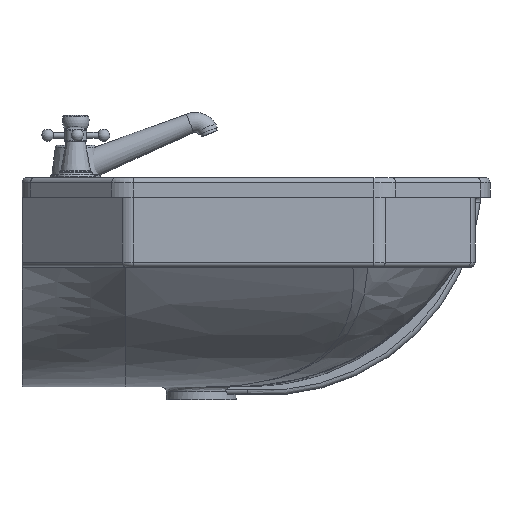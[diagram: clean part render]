
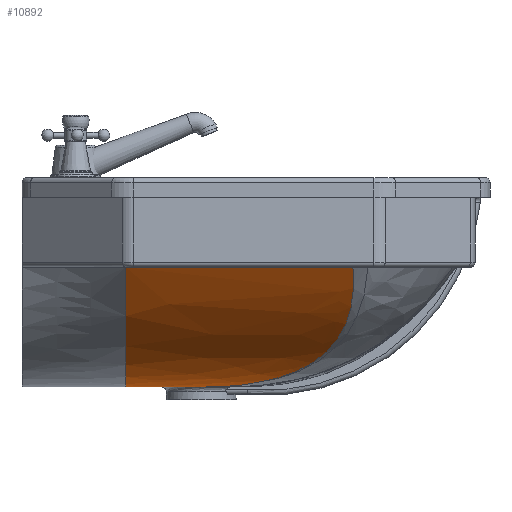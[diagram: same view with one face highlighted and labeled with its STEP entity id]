
A CAD part, left-side view. The second image highlights one B-rep face of the part: STEP entity #10892.
In plain terms, the highlighted free-form (B-spline) face has degree [3, 3] with [4, 4] control points.
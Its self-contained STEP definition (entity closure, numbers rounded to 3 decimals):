
#323=CARTESIAN_POINT('',(-45.,-177.194,-190.0));
#324=VERTEX_POINT('',#323);
#331=CARTESIAN_POINT('',(-45.,-104.272,-190.0));
#332=VERTEX_POINT('',#331);
#333=CARTESIAN_POINT('',(-45.,-104.272,-190.0));
#334=DIRECTION('',(0.0,-1.0,0.0));
#335=VECTOR('',#334,72.922);
#336=LINE('',#333,#335);
#337=EDGE_CURVE('',#332,#324,#336,.T.);
#10833=CARTESIAN_POINT('',(-255.728,-332.384,-70.0));
#10834=VERTEX_POINT('',#10833);
#10843=CARTESIAN_POINT('',(-255.728,-332.384,-70.0));
#10844=CARTESIAN_POINT('',(-197.848,-339.415,-151.42));
#10845=CARTESIAN_POINT('',(-127.605,-287.685,-191.42));
#10846=CARTESIAN_POINT('',(-45.,-177.194,-190.0));
#10847=QUASI_UNIFORM_CURVE('',3,(#10843,#10844,#10845,#10846),.UNSPECIFIED.,.F.,.U.);
#10848=EDGE_CURVE('',#10834,#324,#10847,.T.);
#10855=CARTESIAN_POINT('',(-255.728,-104.272,-70.0));
#10856=CARTESIAN_POINT('',(-255.728,-180.309,-70.0));
#10857=CARTESIAN_POINT('',(-255.728,-327.236,-70.0));
#10858=CARTESIAN_POINT('',(-255.728,-332.384,-70.0));
#10859=CARTESIAN_POINT('',(-197.848,-104.272,-151.42));
#10860=CARTESIAN_POINT('',(-197.848,-182.653,-151.42));
#10861=CARTESIAN_POINT('',(-197.848,-338.109,-151.42));
#10862=CARTESIAN_POINT('',(-197.848,-339.415,-151.42));
#10863=CARTESIAN_POINT('',(-127.605,-104.272,-191.42));
#10864=CARTESIAN_POINT('',(-127.605,-165.41,-191.42));
#10865=CARTESIAN_POINT('',(-127.605,-287.784,-191.42));
#10866=CARTESIAN_POINT('',(-127.605,-287.685,-191.42));
#10867=CARTESIAN_POINT('',(-45.,-104.272,-190.0));
#10868=CARTESIAN_POINT('',(-45.,-128.579,-190.0));
#10869=CARTESIAN_POINT('',(-45.,-176.259,-190.0));
#10870=CARTESIAN_POINT('',(-45.,-177.194,-190.0));
#10871=QUASI_UNIFORM_SURFACE('',3,3,((#10855,#10859,#10863,#10867),(#10856,#10860,#10864,#10868),(#10857,#10861,#10865,#10869),(#10858,#10862,#10866,#10870)),.UNSPECIFIED.,.F.,.F.,.U.);
#10872=CARTESIAN_POINT('',(-255.728,-104.272,-70.0));
#10873=VERTEX_POINT('',#10872);
#10874=CARTESIAN_POINT('',(-255.728,-104.272,-70.0));
#10875=CARTESIAN_POINT('',(-255.728,-180.309,-70.0));
#10876=CARTESIAN_POINT('',(-255.728,-327.236,-70.0));
#10877=CARTESIAN_POINT('',(-255.728,-332.384,-70.0));
#10878=QUASI_UNIFORM_CURVE('',3,(#10874,#10875,#10876,#10877),.UNSPECIFIED.,.F.,.U.);
#10879=EDGE_CURVE('',#10873,#10834,#10878,.T.);
#10880=ORIENTED_EDGE('',*,*,#10879,.F.);
#10881=CARTESIAN_POINT('',(-255.728,-104.272,-70.0));
#10882=CARTESIAN_POINT('',(-197.848,-104.272,-151.42));
#10883=CARTESIAN_POINT('',(-127.605,-104.272,-191.42));
#10884=CARTESIAN_POINT('',(-45.,-104.272,-190.0));
#10885=QUASI_UNIFORM_CURVE('',3,(#10881,#10882,#10883,#10884),.UNSPECIFIED.,.F.,.U.);
#10886=EDGE_CURVE('',#10873,#332,#10885,.T.);
#10887=ORIENTED_EDGE('',*,*,#10886,.T.);
#10888=ORIENTED_EDGE('',*,*,#337,.T.);
#10889=ORIENTED_EDGE('',*,*,#10848,.F.);
#10890=EDGE_LOOP('',(#10880,#10887,#10888,#10889));
#10891=FACE_OUTER_BOUND('',#10890,.T.);
#10892=ADVANCED_FACE('',(#10891),#10871,.F.);
